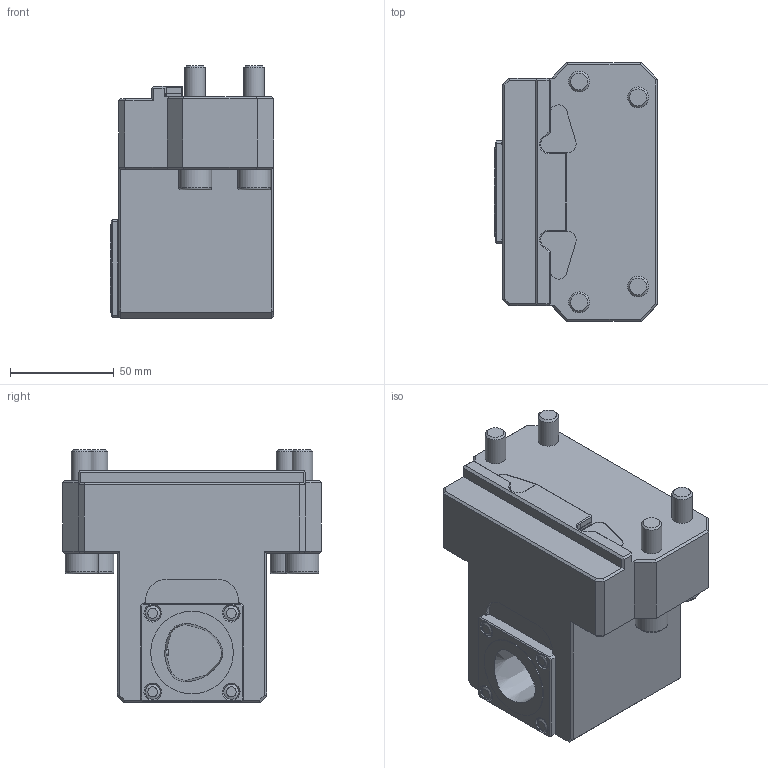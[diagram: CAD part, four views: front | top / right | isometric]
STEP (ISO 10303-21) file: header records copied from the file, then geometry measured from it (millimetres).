
FILE_DESCRIPTION(/* description */ ('Unknown'),/* implementation_level */ '2;1');
FILE_NAME(/* name */ 'C4_TRE_MZ_J_SS_SIM',/* time_stamp */ '2023-05-03T12:28:17+02:00',/* author */ ('WTO KS'),/* organization */ ('WTO'),/* preprocessor_version */ 'ST-DEVELOPER v16.7',/* originating_system */ 'DEX',/* authorisation */ $);
FILE_SCHEMA (('AUTOMOTIVE_DESIGN {1 0 10303 214 3 1 1}'));
Length unit declared in the file: millimetre
Products named in the file (1): C4-TRE-MZ-J-SS
Bounding box: 78.99 x 125 x 121.96 mm (x, y, z)
Volume: 708291.8 mm3; surface area: 60201.3 mm2
Topology: 1 solids, 1 shells, 196 faces, 503 edges, 320 vertices
Faces by surface type: plane 148, cylinder 27, cone 11, torus 5, sphere 4, bspline 1
Full cylindrical faces by diameter (mm): 2.5 x1, 5.994 x1, 7.193 x4, 9.99 x4, 15.984 x4, 39.96 x1
Entity records: 5692 total; most frequent: CARTESIAN_POINT 1157, DIRECTION 911, ORIENTED_EDGE 892, EDGE_CURVE 446, LINE 351, VECTOR 351, VERTEX_POINT 297, AXIS2_PLACEMENT_3D 280
